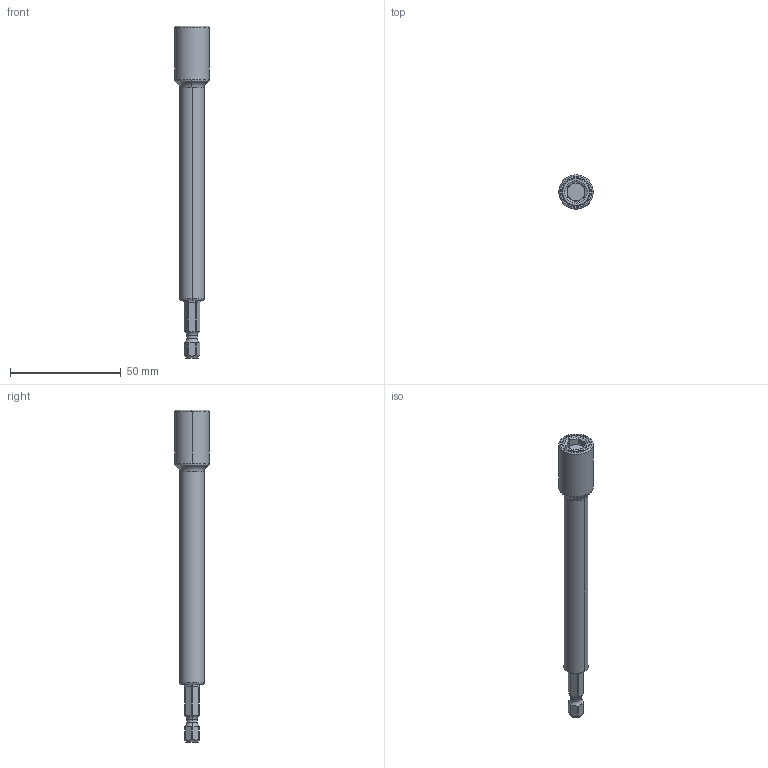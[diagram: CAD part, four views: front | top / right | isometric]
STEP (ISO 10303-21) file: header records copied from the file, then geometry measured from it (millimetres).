
FILE_DESCRIPTION((''),'2;1');
FILE_NAME('4027106808_ASM','2024-01-02T10:17:05',('a00565553'),(''),'CREO PARAMETRIC BY PTC INC, 2022414','CREO PARAMETRIC BY PTC INC, 2022414','');
FILE_SCHEMA(('CONFIG_CONTROL_DESIGN','GEOMETRIC_VALIDATION_PROPERTIES_MIM'));
Length unit declared in the file: millimetre
Products named in the file (3): 4027904294; 4027299442; 4027106808_ASM
Assembly tree (2 placements, depth 2):
  4027106808_ASM
    4027904294
    4027299442
Bounding box: 15.5 x 15.5 x 150 mm (x, y, z)
Volume: 13853 mm3; surface area: 13201.8 mm2
Topology: 3 solids, 3 shells, 117 faces, 280 edges, 169 vertices
Faces by surface type: cylinder 46, plane 31, torus 28, cone 12
Entity records: 3966 total; most frequent: CARTESIAN_POINT 823, DIRECTION 622, ORIENTED_EDGE 556, EDGE_CURVE 278, AXIS2_PLACEMENT_3D 266, VERTEX_POINT 169, CIRCLE 144, EDGE_LOOP 121
